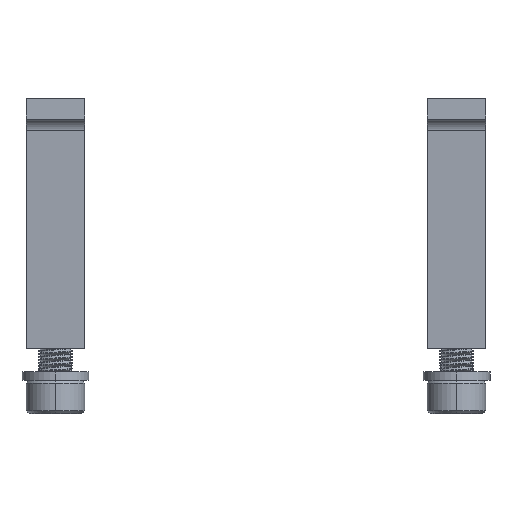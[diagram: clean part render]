
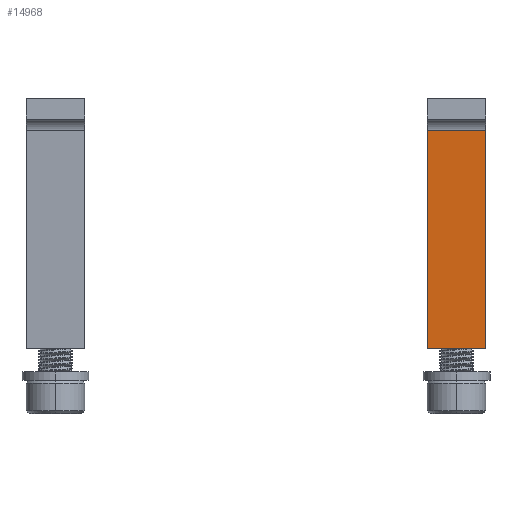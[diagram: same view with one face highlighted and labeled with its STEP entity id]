
A CAD part, left-side view. The second image highlights one B-rep face of the part: STEP entity #14968.
In plain terms, the highlighted planar face has unit normal (-0.998, 0, -0.058).
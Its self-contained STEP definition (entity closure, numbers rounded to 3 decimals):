
#788 = VERTEX_POINT ( 'NONE', #2825 ) ;
#1156 = PLANE ( 'NONE',  #10405 ) ;
#2387 = VECTOR ( 'NONE', #15077, 1000. ) ;
#2442 = ORIENTED_EDGE ( 'NONE', *, *, #16491, .F. ) ;
#2814 = DIRECTION ( 'NONE',  ( 0., -1., 0. ) ) ;
#2825 = CARTESIAN_POINT ( 'NONE',  ( -9.5, 7., -20. ) ) ;
#3043 = FACE_OUTER_BOUND ( 'NONE', #8811, .T. ) ;
#3488 = VECTOR ( 'NONE', #11560, 1000. ) ;
#5867 = CARTESIAN_POINT ( 'NONE',  ( -10.617, 7., -0.611 ) ) ;
#6326 = ORIENTED_EDGE ( 'NONE', *, *, #6376, .F. ) ;
#6376 = EDGE_CURVE ( 'NONE', #9685, #14707, #7147, .T. ) ;
#7147 = LINE ( 'NONE', #10352, #12899 ) ;
#7154 = DIRECTION ( 'NONE',  ( -0.058, 0., 0.998 ) ) ;
#7966 = ORIENTED_EDGE ( 'NONE', *, *, #11963, .T. ) ;
#8580 = DIRECTION ( 'NONE',  ( -0.998, 0., -0.058 ) ) ;
#8811 = EDGE_LOOP ( 'NONE', ( #2442, #6326, #13910, #7966 ) ) ;
#9685 = VERTEX_POINT ( 'NONE', #13145 ) ;
#10352 = CARTESIAN_POINT ( 'NONE',  ( -11.002, 7., 6.086 ) ) ;
#10405 = AXIS2_PLACEMENT_3D ( 'NONE', #11458, #8580, #7154 ) ;
#10858 = VERTEX_POINT ( 'NONE', #12224 ) ;
#11458 = CARTESIAN_POINT ( 'NONE',  ( -10.617, 7., -0.611 ) ) ;
#11560 = DIRECTION ( 'NONE',  ( 0.058, 0., -0.998 ) ) ;
#11743 = CARTESIAN_POINT ( 'NONE',  ( -10.617, 0., -0.611 ) ) ;
#11963 = EDGE_CURVE ( 'NONE', #788, #10858, #12054, .T. ) ;
#12054 = LINE ( 'NONE', #13604, #2387 ) ;
#12224 = CARTESIAN_POINT ( 'NONE',  ( -9.5, 0., -20. ) ) ;
#12899 = VECTOR ( 'NONE', #2814, 1000. ) ;
#13145 = CARTESIAN_POINT ( 'NONE',  ( -11.002, 7., 6.086 ) ) ;
#13168 = EDGE_CURVE ( 'NONE', #9685, #788, #17787, .T. ) ;
#13604 = CARTESIAN_POINT ( 'NONE',  ( -9.5, 7., -20. ) ) ;
#13872 = VECTOR ( 'NONE', #16275, 1000. ) ;
#13910 = ORIENTED_EDGE ( 'NONE', *, *, #13168, .T. ) ;
#14707 = VERTEX_POINT ( 'NONE', #18849 ) ;
#14968 = ADVANCED_FACE ( 'NONE', ( #3043 ), #1156, .T. ) ;
#15077 = DIRECTION ( 'NONE',  ( 0., -1., 0. ) ) ;
#16275 = DIRECTION ( 'NONE',  ( 0.058, 0., -0.998 ) ) ;
#16491 = EDGE_CURVE ( 'NONE', #14707, #10858, #18221, .T. ) ;
#17787 = LINE ( 'NONE', #5867, #13872 ) ;
#18221 = LINE ( 'NONE', #11743, #3488 ) ;
#18849 = CARTESIAN_POINT ( 'NONE',  ( -11.002, 0., 6.086 ) ) ;
